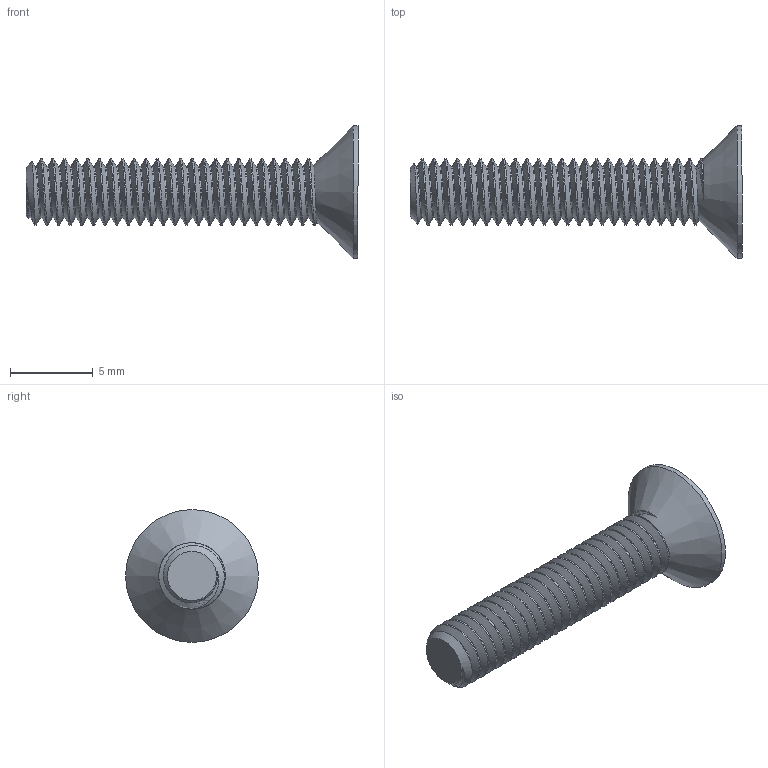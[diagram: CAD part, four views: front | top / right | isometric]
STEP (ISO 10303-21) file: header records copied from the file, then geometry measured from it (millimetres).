
FILE_DESCRIPTION(/* description */ (''),/* implementation_level */ '2;1');
FILE_NAME(/* name */ 'M4x20FHCS-0 v1.step',/* time_stamp */ '2020-09-14T13:29:16-04:00',/* author */ (''),/* organization */ (''),/* preprocessor_version */ 'ST-DEVELOPER v18.1',/* originating_system */ 'Autodesk Translation Framework v9.3.0.1241',/* authorisation */ '');
FILE_SCHEMA (('AUTOMOTIVE_DESIGN { 1 0 10303 214 3 1 1 }'));
Length unit declared in the file: millimetre
Products named in the file (2): M4x20FHCS-0; 92125A198
Assembly tree (1 placements, depth 2):
  M4x20FHCS-0
    92125A198
Bounding box: 20 x 8 x 8 mm (x, y, z)
Volume: 240.9 mm3; surface area: 474.5 mm2
Topology: 1 solids, 1 shells, 71 faces, 191 edges, 123 vertices
Faces by surface type: cylinder 52, plane 9, cone 8, bspline 2
Full cylindrical faces by diameter (mm): 3.091 x24, 4 x23, 8 x1
Entity records: 5812 total; most frequent: CARTESIAN_POINT 4256, ORIENTED_EDGE 382, DIRECTION 236, EDGE_CURVE 191, VERTEX_POINT 123, AXIS2_PLACEMENT_3D 86, EDGE_LOOP 72, FACE_OUTER_BOUND 71
